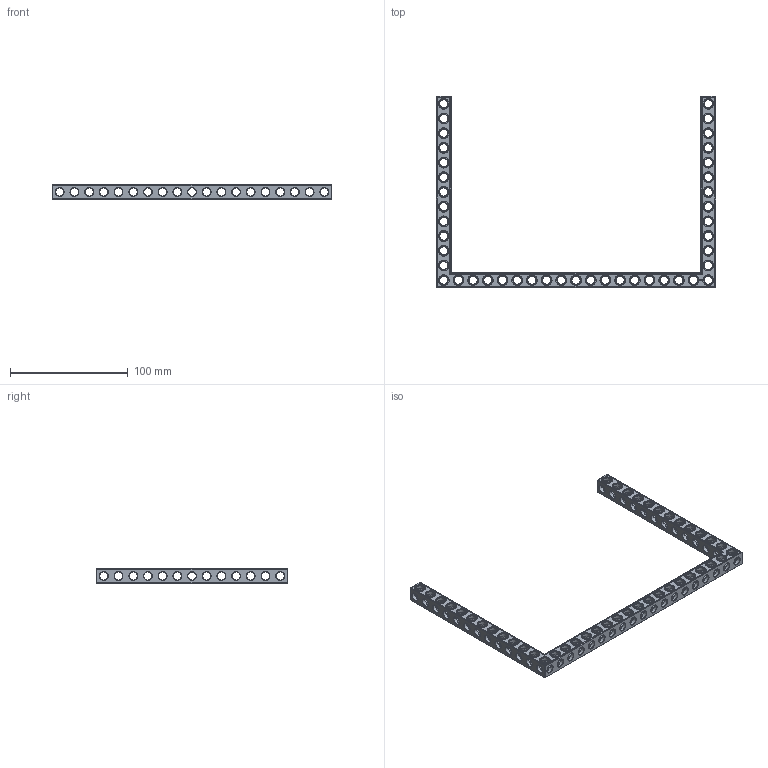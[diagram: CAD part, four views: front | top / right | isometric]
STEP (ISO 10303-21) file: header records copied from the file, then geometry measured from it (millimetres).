
FILE_DESCRIPTION(('FreeCAD Model'),'2;1');
FILE_NAME('Open CASCADE Shape Model','2022-03-06T23:29:46',('Author'),( ''),'Open CASCADE STEP processor 7.5','FreeCAD','Unknown');
FILE_SCHEMA(('AUTOMOTIVE_DESIGN { 1 0 10303 214 1 1 1 1 }'));
Products named in the file (1): Beam AGD ESS USH SYM BU19x13x01 - SPN-BEM-0624 (stemfie.org)
Bounding box: 237.5 x 162.5 x 12.5 mm (x, y, z)
Volume: 42011.1 mm3; surface area: 37490.2 mm2
Topology: 1 solids, 1 shells, 1007 faces, 3107 edges, 2007 vertices
Faces by surface type: plane 422, cylinder 259, cone 174, extrusion 152
Full cylindrical faces by diameter (mm): 6.98 x28, 7 x188, 9.2 x43
Entity records: 205076 total; most frequent: CARTESIAN_POINT 147137, DIRECTION 9479, ORIENTED_EDGE 6214, PCURVE 6214, DEFINITIONAL_REPRESENTATION 6214, VECTOR 5664, LINE 5512, EDGE_CURVE 3107
